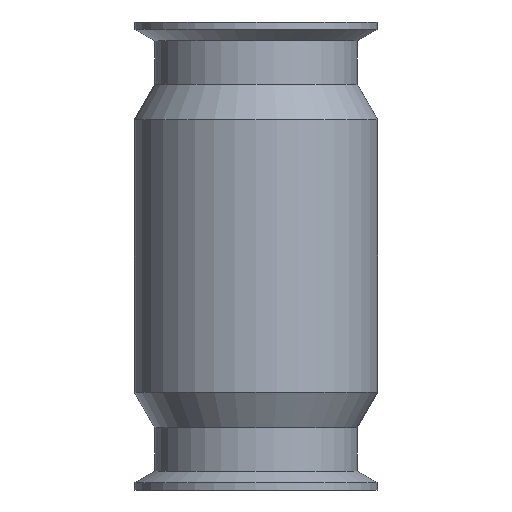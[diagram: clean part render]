
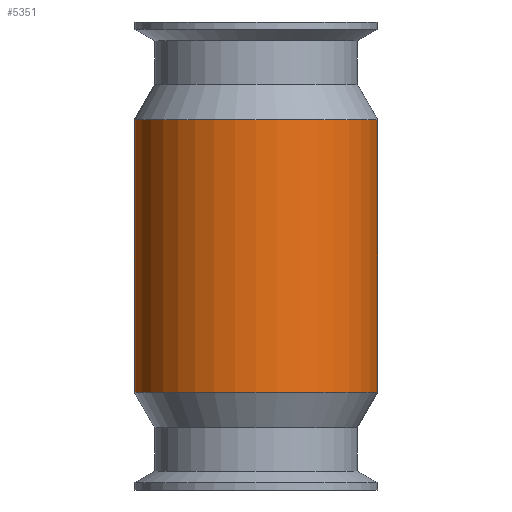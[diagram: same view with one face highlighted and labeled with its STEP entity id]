
A CAD part, front view. The second image highlights one B-rep face of the part: STEP entity #5351.
In plain terms, the highlighted cylindrical face has radius 39 mm (diameter 78 mm), a full revolution.
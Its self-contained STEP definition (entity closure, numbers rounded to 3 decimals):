
#2214=LINE('',#25176,#3490);
#2215=LINE('',#25194,#3491);
#3490=VECTOR('',#16591,1.);
#3491=VECTOR('',#16592,1.);
#3631=CYLINDRICAL_SURFACE('',#13715,39.);
#5351=ADVANCED_FACE('',(#5916,#5917,#5918),#3631,.T.);
#5615=CIRCLE('',#13713,39.);
#5616=CIRCLE('',#13714,39.);
#5916=FACE_BOUND('',#6660,.T.);
#5917=FACE_BOUND('',#6661,.T.);
#5918=FACE_BOUND('',#6662,.T.);
#6660=EDGE_LOOP('',(#9739));
#6661=EDGE_LOOP('',(#9740));
#6662=EDGE_LOOP('',(#9741,#9742,#9743,#9744,#9745,#9746,#9747,#9748));
#9739=ORIENTED_EDGE('',*,*,#12717,.T.);
#9740=ORIENTED_EDGE('',*,*,#12718,.T.);
#9741=ORIENTED_EDGE('',*,*,#12719,.T.);
#9742=ORIENTED_EDGE('',*,*,#12720,.T.);
#9743=ORIENTED_EDGE('',*,*,#12721,.T.);
#9744=ORIENTED_EDGE('',*,*,#12722,.T.);
#9745=ORIENTED_EDGE('',*,*,#12723,.T.);
#9746=ORIENTED_EDGE('',*,*,#12724,.T.);
#9747=ORIENTED_EDGE('',*,*,#12725,.T.);
#9748=ORIENTED_EDGE('',*,*,#12726,.T.);
#11119=VERTEX_POINT('',#25173);
#11120=VERTEX_POINT('',#25175);
#11121=VERTEX_POINT('',#25177);
#11122=VERTEX_POINT('',#25178);
#11123=VERTEX_POINT('',#25183);
#11124=VERTEX_POINT('',#25188);
#11125=VERTEX_POINT('',#25193);
#11126=VERTEX_POINT('',#25195);
#11127=VERTEX_POINT('',#25200);
#11128=VERTEX_POINT('',#25205);
#12717=EDGE_CURVE('',#11119,#11119,#5615,.T.);
#12718=EDGE_CURVE('',#11120,#11120,#5616,.T.);
#12719=EDGE_CURVE('',#11121,#11122,#2214,.T.);
#12720=EDGE_CURVE('',#11122,#11123,#12988,.T.);
#12721=EDGE_CURVE('',#11123,#11124,#12989,.T.);
#12722=EDGE_CURVE('',#11124,#11125,#12990,.T.);
#12723=EDGE_CURVE('',#11125,#11126,#2215,.T.);
#12724=EDGE_CURVE('',#11126,#11127,#12991,.T.);
#12725=EDGE_CURVE('',#11127,#11128,#12992,.T.);
#12726=EDGE_CURVE('',#11128,#11121,#12993,.T.);
#12988=B_SPLINE_CURVE_WITH_KNOTS('',3,(#25179,#25180,#25181,#25182),
 .UNSPECIFIED.,.F.,.F.,(4,4),(0.,1.),.UNSPECIFIED.);
#12989=B_SPLINE_CURVE_WITH_KNOTS('',3,(#25184,#25185,#25186,#25187),
 .UNSPECIFIED.,.F.,.F.,(4,4),(0.,1.),.UNSPECIFIED.);
#12990=B_SPLINE_CURVE_WITH_KNOTS('',3,(#25189,#25190,#25191,#25192),
 .UNSPECIFIED.,.F.,.F.,(4,4),(0.,1.),.UNSPECIFIED.);
#12991=B_SPLINE_CURVE_WITH_KNOTS('',3,(#25196,#25197,#25198,#25199),
 .UNSPECIFIED.,.F.,.F.,(4,4),(0.,1.),.UNSPECIFIED.);
#12992=B_SPLINE_CURVE_WITH_KNOTS('',3,(#25201,#25202,#25203,#25204),
 .UNSPECIFIED.,.F.,.F.,(4,4),(0.,1.),.UNSPECIFIED.);
#12993=B_SPLINE_CURVE_WITH_KNOTS('',3,(#25206,#25207,#25208,#25209),
 .UNSPECIFIED.,.F.,.F.,(4,4),(0.,1.),.UNSPECIFIED.);
#13713=AXIS2_PLACEMENT_3D('',#25172,#16587,#16588);
#13714=AXIS2_PLACEMENT_3D('',#25174,#16589,#16590);
#13715=AXIS2_PLACEMENT_3D('',#25210,#16593,#16594);
#16587=DIRECTION('',(0.,0.,-1.));
#16588=DIRECTION('',(1.,0.,0.));
#16589=DIRECTION('',(0.,0.,1.));
#16590=DIRECTION('',(-1.,0.,0.));
#16591=DIRECTION('',(0.,0.,-1.));
#16592=DIRECTION('',(0.,0.,1.));
#16593=DIRECTION('',(0.,0.,-1.));
#16594=DIRECTION('',(-1.,0.,0.));
#25172=CARTESIAN_POINT('',(0.,0.,-6.258));
#25173=CARTESIAN_POINT('',(39.,0.,-6.258));
#25174=CARTESIAN_POINT('',(0.,0.,-93.742));
#25175=CARTESIAN_POINT('',(-39.,0.,-93.742));
#25176=CARTESIAN_POINT('',(-8.775,38.,3208.));
#25177=CARTESIAN_POINT('',(-8.775,38.,-28.743));
#25178=CARTESIAN_POINT('',(-8.775,38.,-49.257));
#25179=CARTESIAN_POINT('',(-8.775,38.,-49.257));
#25180=CARTESIAN_POINT('',(-7.568,38.279,-51.04));
#25181=CARTESIAN_POINT('',(-5.928,38.598,-52.497));
#25182=CARTESIAN_POINT('',(-3.945,38.8,-53.366));
#25183=CARTESIAN_POINT('',(-3.945,38.8,-53.366));
#25184=CARTESIAN_POINT('',(-3.945,38.8,-53.366));
#25185=CARTESIAN_POINT('',(-1.389,39.06,-54.213));
#25186=CARTESIAN_POINT('',(1.391,39.06,-54.209));
#25187=CARTESIAN_POINT('',(3.945,38.8,-53.356));
#25188=CARTESIAN_POINT('',(3.945,38.8,-53.356));
#25189=CARTESIAN_POINT('',(3.945,38.8,-53.356));
#25190=CARTESIAN_POINT('',(5.933,38.598,-52.479));
#25191=CARTESIAN_POINT('',(7.57,38.278,-51.015));
#25192=CARTESIAN_POINT('',(8.775,38.,-49.221));
#25193=CARTESIAN_POINT('',(8.775,38.,-49.221));
#25194=CARTESIAN_POINT('',(8.775,38.,3208.));
#25195=CARTESIAN_POINT('',(8.775,38.,-28.779));
#25196=CARTESIAN_POINT('',(8.775,38.,-28.779));
#25197=CARTESIAN_POINT('',(7.571,38.278,-26.987));
#25198=CARTESIAN_POINT('',(5.931,38.598,-25.52));
#25199=CARTESIAN_POINT('',(3.945,38.8,-24.644));
#25200=CARTESIAN_POINT('',(3.945,38.8,-24.644));
#25201=CARTESIAN_POINT('',(3.945,38.8,-24.644));
#25202=CARTESIAN_POINT('',(1.391,39.06,-23.791));
#25203=CARTESIAN_POINT('',(-1.389,39.06,-23.787));
#25204=CARTESIAN_POINT('',(-3.945,38.8,-24.634));
#25205=CARTESIAN_POINT('',(-3.945,38.8,-24.634));
#25206=CARTESIAN_POINT('',(-3.945,38.8,-24.634));
#25207=CARTESIAN_POINT('',(-5.93,38.598,-25.504));
#25208=CARTESIAN_POINT('',(-7.567,38.279,-26.959));
#25209=CARTESIAN_POINT('',(-8.775,38.,-28.743));
#25210=CARTESIAN_POINT('',(0.,0.,3208.));
